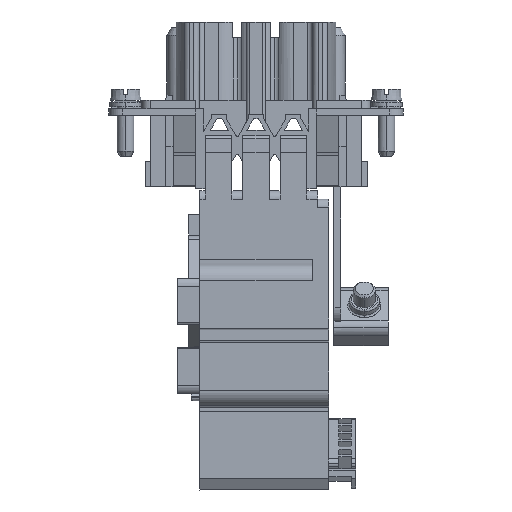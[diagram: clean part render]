
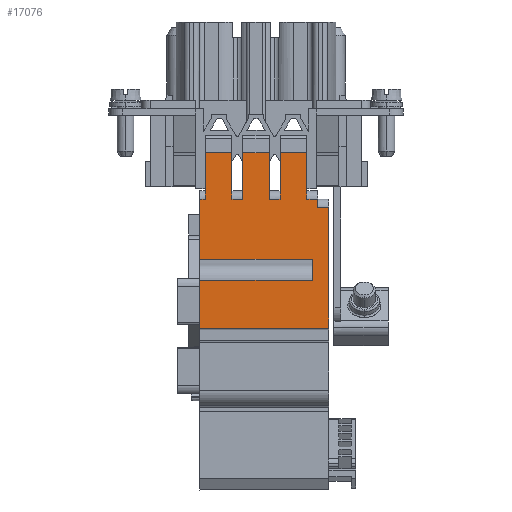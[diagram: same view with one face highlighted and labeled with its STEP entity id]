
A CAD part, left-side view. The second image highlights one B-rep face of the part: STEP entity #17076.
In plain terms, the highlighted planar face has unit normal (-1, 0, 0).
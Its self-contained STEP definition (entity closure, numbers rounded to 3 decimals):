
#16950=AXIS2_PLACEMENT_3D('Plane Axis2P3D',#16947,#16948,#16949) ;
#13330=CARTESIAN_POINT('Line Origine',(0.,23.95,56.25)) ;
#13334=CARTESIAN_POINT('Vertex',(0.,23.95,60.4)) ;
#13336=CARTESIAN_POINT('Vertex',(0.,23.95,52.1)) ;
#13522=CARTESIAN_POINT('Vertex',(0.,28.75,52.1)) ;
#13525=CARTESIAN_POINT('Line Origine',(0.,28.75,56.25)) ;
#13529=CARTESIAN_POINT('Vertex',(0.,28.75,60.4)) ;
#13629=CARTESIAN_POINT('Line Origine',(0.,30.65,56.25)) ;
#13633=CARTESIAN_POINT('Vertex',(0.,30.65,60.4)) ;
#13635=CARTESIAN_POINT('Vertex',(0.,30.65,52.1)) ;
#13816=CARTESIAN_POINT('Vertex',(0.,35.45,52.1)) ;
#13819=CARTESIAN_POINT('Line Origine',(0.,35.45,56.25)) ;
#13823=CARTESIAN_POINT('Vertex',(0.,35.45,60.4)) ;
#14635=CARTESIAN_POINT('Line Origine',(0.,17.25,56.25)) ;
#14639=CARTESIAN_POINT('Vertex',(0.,17.25,60.4)) ;
#14641=CARTESIAN_POINT('Vertex',(0.,17.25,52.1)) ;
#14822=CARTESIAN_POINT('Vertex',(0.,22.05,52.1)) ;
#14825=CARTESIAN_POINT('Line Origine',(0.,22.05,56.25)) ;
#14829=CARTESIAN_POINT('Vertex',(0.,22.05,60.4)) ;
#16947=CARTESIAN_POINT('Axis2P3D Location',(0.,13.3,37.577)) ;
#16952=CARTESIAN_POINT('Line Origine',(0.,23.,52.1)) ;
#16957=CARTESIAN_POINT('Line Origine',(0.,26.35,60.4)) ;
#16962=CARTESIAN_POINT('Line Origine',(0.,29.7,52.1)) ;
#16967=CARTESIAN_POINT('Line Origine',(0.,33.05,60.4)) ;
#16972=CARTESIAN_POINT('Line Origine',(0.,35.925,52.1)) ;
#16976=CARTESIAN_POINT('Vertex',(0.,36.4,52.1)) ;
#16979=CARTESIAN_POINT('Line Origine',(0.,36.4,46.73)) ;
#16983=CARTESIAN_POINT('Vertex',(0.,36.4,41.36)) ;
#16986=CARTESIAN_POINT('Line Origine',(0.,26.35,41.36)) ;
#16990=CARTESIAN_POINT('Vertex',(0.,16.3,41.36)) ;
#16993=CARTESIAN_POINT('Line Origine',(0.,16.3,39.469)) ;
#16997=CARTESIAN_POINT('Vertex',(0.,16.3,37.577)) ;
#17000=CARTESIAN_POINT('Line Origine',(0.,26.35,37.577)) ;
#17004=CARTESIAN_POINT('Vertex',(0.,36.4,37.577)) ;
#17007=CARTESIAN_POINT('Line Origine',(0.,36.4,33.288)) ;
#17011=CARTESIAN_POINT('Vertex',(0.,36.4,28.999)) ;
#17014=CARTESIAN_POINT('Line Origine',(0.,24.85,28.999)) ;
#17018=CARTESIAN_POINT('Vertex',(0.,13.3,28.999)) ;
#17021=CARTESIAN_POINT('Line Origine',(0.,13.3,39.799)) ;
#17025=CARTESIAN_POINT('Vertex',(0.,13.3,50.6)) ;
#17028=CARTESIAN_POINT('Line Origine',(0.,14.3,50.6)) ;
#17032=CARTESIAN_POINT('Vertex',(0.,15.3,50.6)) ;
#17035=CARTESIAN_POINT('Line Origine',(0.,15.3,51.35)) ;
#17039=CARTESIAN_POINT('Vertex',(0.,15.3,52.1)) ;
#17042=CARTESIAN_POINT('Line Origine',(0.,16.275,52.1)) ;
#17047=CARTESIAN_POINT('Line Origine',(0.,19.65,60.4)) ;
#13331=DIRECTION('Vector Direction',(0.,0.,-1.)) ;
#13526=DIRECTION('Vector Direction',(0.,0.,1.)) ;
#13630=DIRECTION('Vector Direction',(0.,0.,-1.)) ;
#13820=DIRECTION('Vector Direction',(0.,0.,1.)) ;
#14636=DIRECTION('Vector Direction',(0.,0.,-1.)) ;
#14826=DIRECTION('Vector Direction',(0.,0.,1.)) ;
#16948=DIRECTION('Axis2P3D Direction',(1.,0.,0.)) ;
#16949=DIRECTION('Axis2P3D XDirection',(0.,-1.,0.)) ;
#16953=DIRECTION('Vector Direction',(0.,-1.,0.)) ;
#16958=DIRECTION('Vector Direction',(0.,-1.,0.)) ;
#16963=DIRECTION('Vector Direction',(0.,-1.,0.)) ;
#16968=DIRECTION('Vector Direction',(0.,-1.,0.)) ;
#16973=DIRECTION('Vector Direction',(0.,-1.,0.)) ;
#16980=DIRECTION('Vector Direction',(0.,0.,1.)) ;
#16987=DIRECTION('Vector Direction',(0.,1.,0.)) ;
#16994=DIRECTION('Vector Direction',(0.,0.,1.)) ;
#17001=DIRECTION('Vector Direction',(0.,-1.,0.)) ;
#17008=DIRECTION('Vector Direction',(0.,0.,1.)) ;
#17015=DIRECTION('Vector Direction',(0.,-1.,0.)) ;
#17022=DIRECTION('Vector Direction',(0.,0.,-1.)) ;
#17029=DIRECTION('Vector Direction',(0.,-1.,0.)) ;
#17036=DIRECTION('Vector Direction',(0.,0.,-1.)) ;
#17043=DIRECTION('Vector Direction',(0.,-1.,0.)) ;
#17048=DIRECTION('Vector Direction',(0.,-1.,0.)) ;
#13332=VECTOR('Line Direction',#13331,1.) ;
#13527=VECTOR('Line Direction',#13526,1.) ;
#13631=VECTOR('Line Direction',#13630,1.) ;
#13821=VECTOR('Line Direction',#13820,1.) ;
#14637=VECTOR('Line Direction',#14636,1.) ;
#14827=VECTOR('Line Direction',#14826,1.) ;
#16954=VECTOR('Line Direction',#16953,1.) ;
#16959=VECTOR('Line Direction',#16958,1.) ;
#16964=VECTOR('Line Direction',#16963,1.) ;
#16969=VECTOR('Line Direction',#16968,1.) ;
#16974=VECTOR('Line Direction',#16973,1.) ;
#16981=VECTOR('Line Direction',#16980,1.) ;
#16988=VECTOR('Line Direction',#16987,1.) ;
#16995=VECTOR('Line Direction',#16994,1.) ;
#17002=VECTOR('Line Direction',#17001,1.) ;
#17009=VECTOR('Line Direction',#17008,1.) ;
#17016=VECTOR('Line Direction',#17015,1.) ;
#17023=VECTOR('Line Direction',#17022,1.) ;
#17030=VECTOR('Line Direction',#17029,1.) ;
#17037=VECTOR('Line Direction',#17036,1.) ;
#17044=VECTOR('Line Direction',#17043,1.) ;
#17049=VECTOR('Line Direction',#17048,1.) ;
#17053=ORIENTED_EDGE('',*,*,#16956,.F.) ;
#17054=ORIENTED_EDGE('',*,*,#13338,.F.) ;
#17055=ORIENTED_EDGE('',*,*,#16961,.F.) ;
#17056=ORIENTED_EDGE('',*,*,#13531,.F.) ;
#17057=ORIENTED_EDGE('',*,*,#16966,.F.) ;
#17058=ORIENTED_EDGE('',*,*,#13637,.F.) ;
#17059=ORIENTED_EDGE('',*,*,#16971,.F.) ;
#17060=ORIENTED_EDGE('',*,*,#13825,.F.) ;
#17061=ORIENTED_EDGE('',*,*,#16978,.F.) ;
#17062=ORIENTED_EDGE('',*,*,#16985,.F.) ;
#17063=ORIENTED_EDGE('',*,*,#16992,.F.) ;
#17064=ORIENTED_EDGE('',*,*,#16999,.F.) ;
#17065=ORIENTED_EDGE('',*,*,#17006,.F.) ;
#17066=ORIENTED_EDGE('',*,*,#17013,.F.) ;
#17067=ORIENTED_EDGE('',*,*,#17020,.T.) ;
#17068=ORIENTED_EDGE('',*,*,#17027,.F.) ;
#17069=ORIENTED_EDGE('',*,*,#17034,.F.) ;
#17070=ORIENTED_EDGE('',*,*,#17041,.F.) ;
#17071=ORIENTED_EDGE('',*,*,#17046,.F.) ;
#17072=ORIENTED_EDGE('',*,*,#14643,.F.) ;
#17073=ORIENTED_EDGE('',*,*,#17051,.F.) ;
#17074=ORIENTED_EDGE('',*,*,#14831,.F.) ;
#17076=ADVANCED_FACE('Standard_1\\_1848600000',(#17075),#16951,.F.) ;
#13338=EDGE_CURVE('',#13335,#13337,#13333,.T.) ;
#13531=EDGE_CURVE('',#13523,#13530,#13528,.T.) ;
#13637=EDGE_CURVE('',#13634,#13636,#13632,.T.) ;
#13825=EDGE_CURVE('',#13817,#13824,#13822,.T.) ;
#14643=EDGE_CURVE('',#14640,#14642,#14638,.T.) ;
#14831=EDGE_CURVE('',#14823,#14830,#14828,.T.) ;
#16956=EDGE_CURVE('',#13337,#14823,#16955,.T.) ;
#16961=EDGE_CURVE('',#13530,#13335,#16960,.T.) ;
#16966=EDGE_CURVE('',#13636,#13523,#16965,.T.) ;
#16971=EDGE_CURVE('',#13824,#13634,#16970,.T.) ;
#16978=EDGE_CURVE('',#16977,#13817,#16975,.T.) ;
#16985=EDGE_CURVE('',#16984,#16977,#16982,.T.) ;
#16992=EDGE_CURVE('',#16991,#16984,#16989,.T.) ;
#16999=EDGE_CURVE('',#16998,#16991,#16996,.T.) ;
#17006=EDGE_CURVE('',#17005,#16998,#17003,.T.) ;
#17013=EDGE_CURVE('',#17012,#17005,#17010,.T.) ;
#17020=EDGE_CURVE('',#17012,#17019,#17017,.T.) ;
#17027=EDGE_CURVE('',#17026,#17019,#17024,.T.) ;
#17034=EDGE_CURVE('',#17033,#17026,#17031,.T.) ;
#17041=EDGE_CURVE('',#17040,#17033,#17038,.T.) ;
#17046=EDGE_CURVE('',#14642,#17040,#17045,.T.) ;
#17051=EDGE_CURVE('',#14830,#14640,#17050,.T.) ;
#17052=EDGE_LOOP('',(#17053,#17054,#17055,#17056,#17057,#17058,#17059,#17060,#17061,#17062,#17063,#17064,#17065,#17066,#17067,#17068,#17069,#17070,#17071,#17072,#17073,#17074)) ;
#17075=FACE_OUTER_BOUND('',#17052,.T.) ;
#13333=LINE('Line',#13330,#13332) ;
#13528=LINE('Line',#13525,#13527) ;
#13632=LINE('Line',#13629,#13631) ;
#13822=LINE('Line',#13819,#13821) ;
#14638=LINE('Line',#14635,#14637) ;
#14828=LINE('Line',#14825,#14827) ;
#16955=LINE('Line',#16952,#16954) ;
#16960=LINE('Line',#16957,#16959) ;
#16965=LINE('Line',#16962,#16964) ;
#16970=LINE('Line',#16967,#16969) ;
#16975=LINE('Line',#16972,#16974) ;
#16982=LINE('Line',#16979,#16981) ;
#16989=LINE('Line',#16986,#16988) ;
#16996=LINE('Line',#16993,#16995) ;
#17003=LINE('Line',#17000,#17002) ;
#17010=LINE('Line',#17007,#17009) ;
#17017=LINE('Line',#17014,#17016) ;
#17024=LINE('Line',#17021,#17023) ;
#17031=LINE('Line',#17028,#17030) ;
#17038=LINE('Line',#17035,#17037) ;
#17045=LINE('Line',#17042,#17044) ;
#17050=LINE('Line',#17047,#17049) ;
#16951=PLANE('',#16950) ;
#13335=VERTEX_POINT('',#13334) ;
#13337=VERTEX_POINT('',#13336) ;
#13523=VERTEX_POINT('',#13522) ;
#13530=VERTEX_POINT('',#13529) ;
#13634=VERTEX_POINT('',#13633) ;
#13636=VERTEX_POINT('',#13635) ;
#13817=VERTEX_POINT('',#13816) ;
#13824=VERTEX_POINT('',#13823) ;
#14640=VERTEX_POINT('',#14639) ;
#14642=VERTEX_POINT('',#14641) ;
#14823=VERTEX_POINT('',#14822) ;
#14830=VERTEX_POINT('',#14829) ;
#16977=VERTEX_POINT('',#16976) ;
#16984=VERTEX_POINT('',#16983) ;
#16991=VERTEX_POINT('',#16990) ;
#16998=VERTEX_POINT('',#16997) ;
#17005=VERTEX_POINT('',#17004) ;
#17012=VERTEX_POINT('',#17011) ;
#17019=VERTEX_POINT('',#17018) ;
#17026=VERTEX_POINT('',#17025) ;
#17033=VERTEX_POINT('',#17032) ;
#17040=VERTEX_POINT('',#17039) ;
